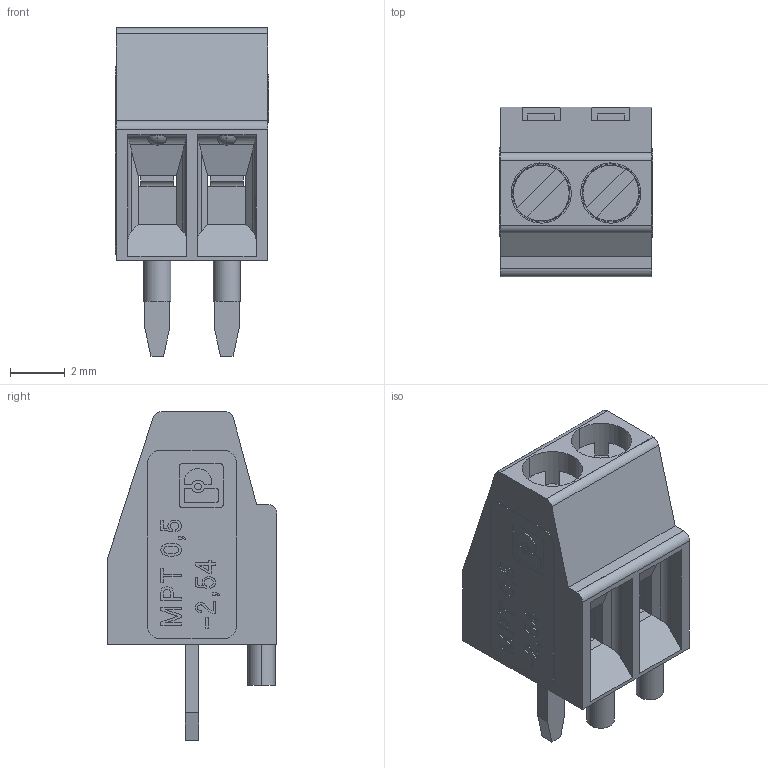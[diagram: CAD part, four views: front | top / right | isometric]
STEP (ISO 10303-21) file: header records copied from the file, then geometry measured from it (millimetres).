
FILE_DESCRIPTION(('STEP AP214'),'1');
FILE_NAME('cctmp_2F57D4CE-CB1D-467C-A9C9-F3AAAC1BFCFC_2023_03_20_09_51_34_0650_6336..stp','2023-03-20T09:51:35',('PHOENIX CONTACT Deutschland GmbH'),('CADClick - www.CADClick.com'),'Spatial InterOp 3D',' ','unknown authorization');
FILE_SCHEMA(('AUTOMOTIVE_DESIGN'));
Length unit declared in the file: millimetre
Products named in the file (8): 2023_03_20_09_51_34_0450; 2023_03_20_09_51_34_0649; 2023_03_20_09_51_34_0647; 2023_03_20_09_51_34_0645; 2023_03_20_09_51_34_0643; 2023_03_20_09_51_34_0641; 2023_03_20_09_51_34_0639; 2023_03_20_09_51_34_0615
Assembly tree (7 placements, depth 2):
  2023_03_20_09_51_34_0450
    2023_03_20_09_51_34_0649
    2023_03_20_09_51_34_0647
    2023_03_20_09_51_34_0645
    2023_03_20_09_51_34_0643
    2023_03_20_09_51_34_0641
    2023_03_20_09_51_34_0639
    2023_03_20_09_51_34_0615
Bounding box: 5.6 x 6.2 x 12 mm (x, y, z)
Volume: 178.1 mm3; surface area: 714.9 mm2
Topology: 7 solids, 7 shells, 646 faces, 1806 edges, 1196 vertices
Faces by surface type: plane 520, cylinder 114, cone 8, sphere 4
Entity records: 41551 total; most frequent: CARTESIAN_POINT 5240, ORIENTED_EDGE 3612, STYLED_ITEM 3471, PRESENTATION_STYLE_ASSIGNMENT 3471, COLOUR_RGB 3471, DIRECTION 3324, EDGE_CURVE 1806, CURVE_STYLE 1744
